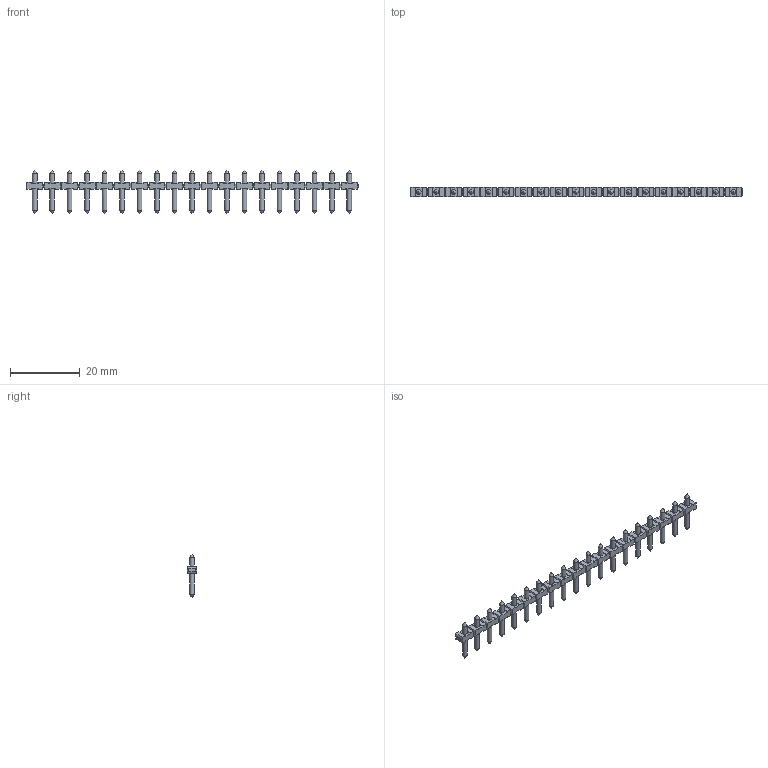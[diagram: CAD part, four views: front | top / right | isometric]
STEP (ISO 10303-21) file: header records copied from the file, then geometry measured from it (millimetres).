
FILE_DESCRIPTION(('STEP AP214'),'1');
FILE_NAME('PVS19-5.stp','2018-11-21T09:02:08',(' '),(' '),'Spatial InterOp 3D',' ',' ');
FILE_SCHEMA(('AUTOMOTIVE_DESIGN { 1 0 10303 214 1 1 1 1 }'));
Length unit declared in the file: metre
Products named in the file (1): 1
Bounding box: 95 x 2.8 x 12.5 mm (x, y, z)
Volume: 711.1 mm3; surface area: 1730.7 mm2
Topology: 1 solids, 1 shells, 458 faces, 1163 edges, 707 vertices
Faces by surface type: plane 382, cone 38, cylinder 38
Full cylindrical faces by diameter (mm): 1.3 x38
Entity records: 15901 total; most frequent: CARTESIAN_POINT 2101, DIRECTION 1986, ORIENTED_EDGE 1984, EDGE_CURVE 992, LINE 916, VECTOR 916, VERTEX_POINT 650, AXIS2_PLACEMENT_3D 535
